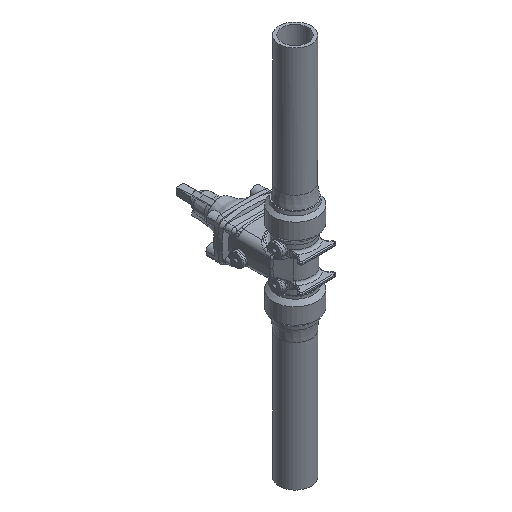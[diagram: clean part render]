
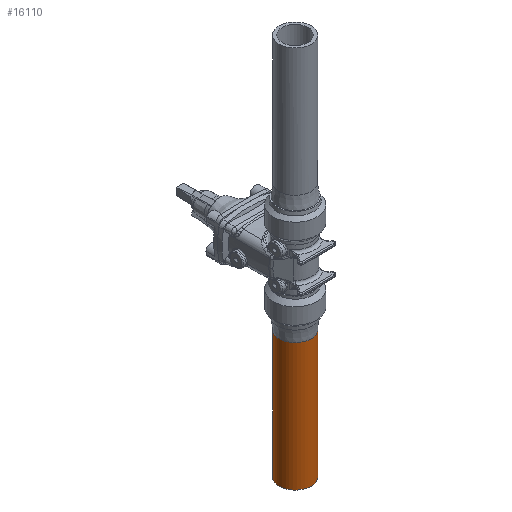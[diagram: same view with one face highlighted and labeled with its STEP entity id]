
A CAD part, isometric view. The second image highlights one B-rep face of the part: STEP entity #16110.
In plain terms, the highlighted cylindrical face has radius 37.5 mm (diameter 75 mm), a full revolution.
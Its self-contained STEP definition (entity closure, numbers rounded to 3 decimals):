
#2632 = AXIS2_PLACEMENT_3D ( 'NONE', #5311, #5314, #5309 ) ;
#3257 = EDGE_LOOP ( 'NONE', ( #15642 ) ) ;
#3258 = EDGE_LOOP ( 'NONE', ( #15643 ) ) ;
#3590 = EDGE_CURVE ( 'NONE', #9198, #9198, #15801, .T. ) ;
#3592 = EDGE_CURVE ( 'NONE', #9200, #9200, #15803, .T. ) ;
#5309 = DIRECTION ( 'NONE',  ( -1., 0., 0. ) ) ;
#5311 = CARTESIAN_POINT ( 'NONE',  ( 0., 0., -150. ) ) ;
#5314 = DIRECTION ( 'NONE',  ( 0., 0., -1. ) ) ;
#8882 = FACE_OUTER_BOUND ( 'NONE', #3257, .T. ) ;
#8885 = FACE_OUTER_BOUND ( 'NONE', #3258, .T. ) ;
#8887 = CYLINDRICAL_SURFACE ( 'NONE', #2632, 37.5 ) ;
#9198 = VERTEX_POINT ( 'NONE', #15508 ) ;
#9200 = VERTEX_POINT ( 'NONE', #15510 ) ;
#15508 = CARTESIAN_POINT ( 'NONE',  ( -37.5, 0., -150. ) ) ;
#15510 = CARTESIAN_POINT ( 'NONE',  ( -37.5, 0., -450. ) ) ;
#15642 = ORIENTED_EDGE ( 'NONE', *, *, #3592, .T. ) ;
#15643 = ORIENTED_EDGE ( 'NONE', *, *, #3590, .F. ) ;
#15801 = CIRCLE ( 'NONE', #16471, 37.5 ) ;
#15803 = CIRCLE ( 'NONE', #16473, 37.5 ) ;
#16110 = ADVANCED_FACE ( 'NONE', ( #8882, #8885 ), #8887, .T. ) ;
#16471 = AXIS2_PLACEMENT_3D ( 'NONE', #18691, #18692, #18693 ) ;
#16473 = AXIS2_PLACEMENT_3D ( 'NONE', #18699, #18700, #18701 ) ;
#18691 = CARTESIAN_POINT ( 'NONE',  ( 0., 0., -150. ) ) ;
#18692 = DIRECTION ( 'NONE',  ( 0., 0., 1. ) ) ;
#18693 = DIRECTION ( 'NONE',  ( -1., 0., 0. ) ) ;
#18699 = CARTESIAN_POINT ( 'NONE',  ( 0., 0., -450. ) ) ;
#18700 = DIRECTION ( 'NONE',  ( 0., 0., 1. ) ) ;
#18701 = DIRECTION ( 'NONE',  ( -1., 0., 0. ) ) ;
